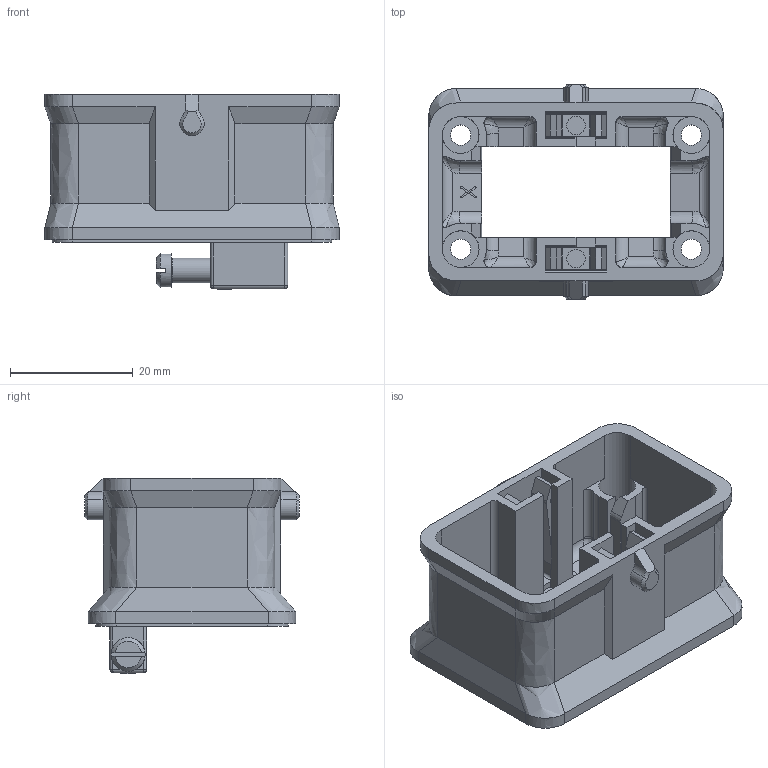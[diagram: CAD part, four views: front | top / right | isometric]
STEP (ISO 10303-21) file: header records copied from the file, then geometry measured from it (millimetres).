
FILE_DESCRIPTION(/* description */ (''),/* implementation_level */ '2;1');
FILE_NAME(/* name */ '100180404ugm000_b.stp',/* time_stamp */ '2014-09-03T13:47:56+02:00',/* author */ (''),/* organization */ (''),/* preprocessor_version */ 'ST-DEVELOPER v15',/* originating_system */ 'SIEMENS PLM Software NX 8.5',/* authorisation */ '');
FILE_SCHEMA (('AUTOMOTIVE_DESIGN { 1 0 10303 214 3 1 1 1 }'));
Length unit declared in the file: millimetre
Products named in the file (1): 100180404ugm000_b
Bounding box: 48 x 35 x 31.8 mm (x, y, z)
Volume: 10501.4 mm3; surface area: 12739.9 mm2
Topology: 1 solids, 1 shells, 464 faces, 1237 edges, 781 vertices
Faces by surface type: plane 263, cylinder 125, bspline 55, cone 15, extrusion 4, torus 2
Full cylindrical faces by diameter (mm): 1.95 x1, 2.3 x1, 2.4 x1, 3 x2, 3.3 x8, 3.5 x1, 4 x1, 5.5 x1, 6 x4
Entity records: 15174 total; most frequent: CARTESIAN_POINT 3743, ORIENTED_EDGE 2368, DIRECTION 2184, EDGE_CURVE 1184, VERTEX_POINT 770, VECTOR 760, LINE 756, AXIS2_PLACEMENT_3D 712
